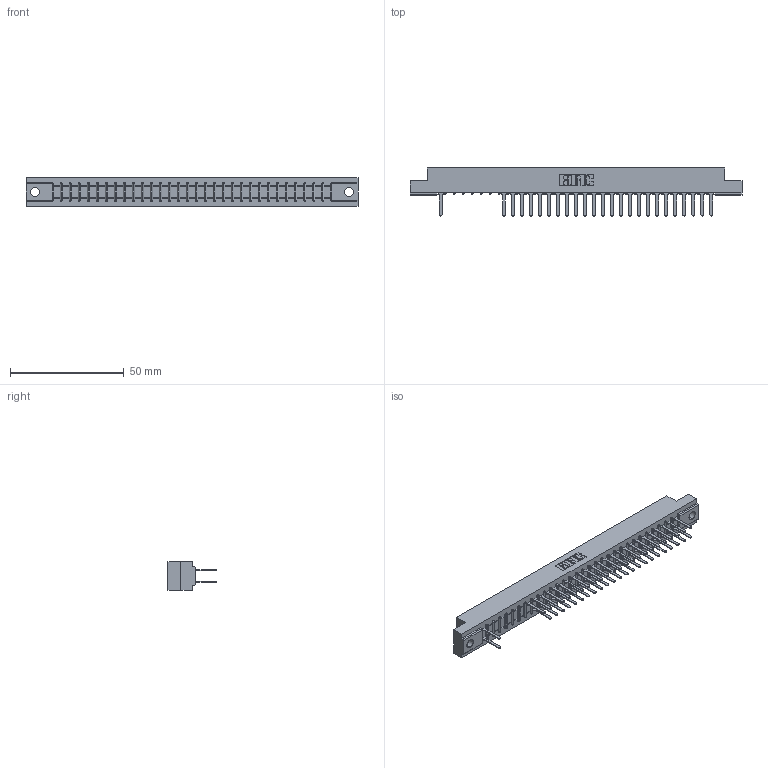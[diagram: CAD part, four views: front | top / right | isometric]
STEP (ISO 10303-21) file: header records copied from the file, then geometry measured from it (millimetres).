
FILE_DESCRIPTION (( 'STEP AP203' ), '1' );
FILE_NAME ('307-062-522-202.STEP', '2018-08-06T09:07:07', ( '' ), ( '' ), 'SwSTEP 2.0', 'SolidWorks 2016', '' );
FILE_SCHEMA (( 'CONFIG_CONTROL_DESIGN' ));
Length unit declared in the file: inch
Products named in the file (3): 307 Part_.128 Dia Mounting Holes; 307-290-001_522; 307-062-522-202
Assembly tree (50 placements, depth 2):
  307-062-522-202
    307 Part_.128 Dia Mounting Holes
    307-290-001_522  x49
Bounding box: 145.85 x 21.11 x 12.7 mm (x, y, z)
Volume: 15280.5 mm3; surface area: 17705.3 mm2
Topology: 50 solids, 50 shells, 2534 faces, 7109 edges, 4586 vertices
Faces by surface type: plane 1667, cylinder 803, sphere 64
Entity records: 28478 total; most frequent: CARTESIAN_POINT 4714, ORIENTED_EDGE 4682, DIRECTION 4609, EDGE_CURVE 2341, LINE 1791, VECTOR 1791, VERTEX_POINT 1514, AXIS2_PLACEMENT_3D 1409
